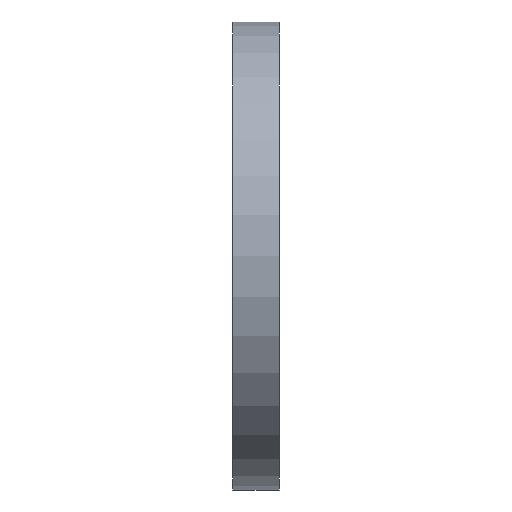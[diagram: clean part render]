
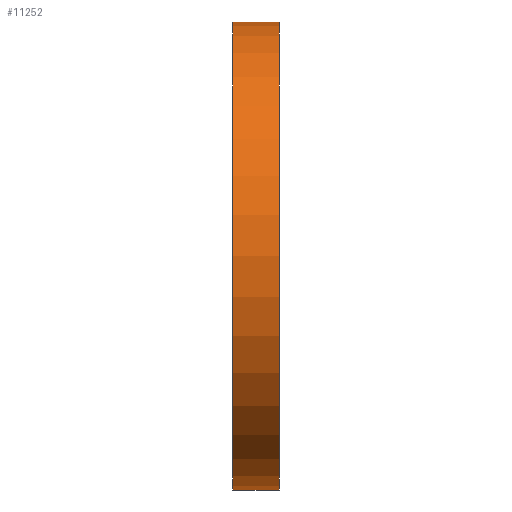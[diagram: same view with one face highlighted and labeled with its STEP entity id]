
A CAD part, left-side view. The second image highlights one B-rep face of the part: STEP entity #11252.
In plain terms, the highlighted cylindrical face has radius 50 mm (diameter 100 mm), a partial arc.
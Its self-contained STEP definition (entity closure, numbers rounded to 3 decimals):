
#110 = DIRECTION ( 'NONE',  ( 0., -1., 0. ) ) ;
#330 = FACE_OUTER_BOUND ( 'NONE', #3133, .T. ) ;
#1050 = CARTESIAN_POINT ( 'NONE',  ( 0., 10., 50. ) ) ;
#1139 = EDGE_CURVE ( 'NONE', #7769, #6721, #5333, .T. ) ;
#2055 = CARTESIAN_POINT ( 'NONE',  ( 0., 10., -50. ) ) ;
#2512 = DIRECTION ( 'NONE',  ( 0., 0., 1. ) ) ;
#2814 = VERTEX_POINT ( 'NONE', #8372 ) ;
#2916 = CARTESIAN_POINT ( 'NONE',  ( 0., 10., 0. ) ) ;
#2923 = AXIS2_PLACEMENT_3D ( 'NONE', #2916, #8825, #9925 ) ;
#3133 = EDGE_LOOP ( 'NONE', ( #6793, #4341, #10492, #4428 ) ) ;
#3405 = CARTESIAN_POINT ( 'NONE',  ( 0., 0., 0. ) ) ;
#3814 = CARTESIAN_POINT ( 'NONE',  ( 0., 0., -50. ) ) ;
#4341 = ORIENTED_EDGE ( 'NONE', *, *, #7233, .F. ) ;
#4428 = ORIENTED_EDGE ( 'NONE', *, *, #8616, .T. ) ;
#4982 = AXIS2_PLACEMENT_3D ( 'NONE', #12713, #7569, #6503 ) ;
#5333 = LINE ( 'NONE', #12990, #9296 ) ;
#5665 = CARTESIAN_POINT ( 'NONE',  ( 0., 10., 50. ) ) ;
#6226 = CIRCLE ( 'NONE', #10385, 50. ) ;
#6503 = DIRECTION ( 'NONE',  ( 0., 0., -1. ) ) ;
#6721 = VERTEX_POINT ( 'NONE', #3814 ) ;
#6793 = ORIENTED_EDGE ( 'NONE', *, *, #8065, .F. ) ;
#7233 = EDGE_CURVE ( 'NONE', #7769, #7835, #12763, .T. ) ;
#7569 = DIRECTION ( 'NONE',  ( 0., -1., 0. ) ) ;
#7769 = VERTEX_POINT ( 'NONE', #2055 ) ;
#7835 = VERTEX_POINT ( 'NONE', #5665 ) ;
#7974 = LINE ( 'NONE', #1050, #12749 ) ;
#8065 = EDGE_CURVE ( 'NONE', #7835, #2814, #7974, .T. ) ;
#8372 = CARTESIAN_POINT ( 'NONE',  ( 0., 0., 50. ) ) ;
#8564 = DIRECTION ( 'NONE',  ( 0., 1., 0. ) ) ;
#8616 = EDGE_CURVE ( 'NONE', #6721, #2814, #6226, .T. ) ;
#8718 = DIRECTION ( 'NONE',  ( 0., -1., 0. ) ) ;
#8825 = DIRECTION ( 'NONE',  ( 0., 1., 0. ) ) ;
#9296 = VECTOR ( 'NONE', #8718, 1000. ) ;
#9925 = DIRECTION ( 'NONE',  ( 0., 0., 1. ) ) ;
#10385 = AXIS2_PLACEMENT_3D ( 'NONE', #3405, #8564, #2512 ) ;
#10492 = ORIENTED_EDGE ( 'NONE', *, *, #1139, .T. ) ;
#11252 = ADVANCED_FACE ( 'NONE', ( #330 ), #11753, .T. ) ;
#11753 = CYLINDRICAL_SURFACE ( 'NONE', #4982, 50. ) ;
#12713 = CARTESIAN_POINT ( 'NONE',  ( 0., 10., 0. ) ) ;
#12749 = VECTOR ( 'NONE', #110, 1000. ) ;
#12763 = CIRCLE ( 'NONE', #2923, 50. ) ;
#12990 = CARTESIAN_POINT ( 'NONE',  ( 0., 10., -50. ) ) ;
